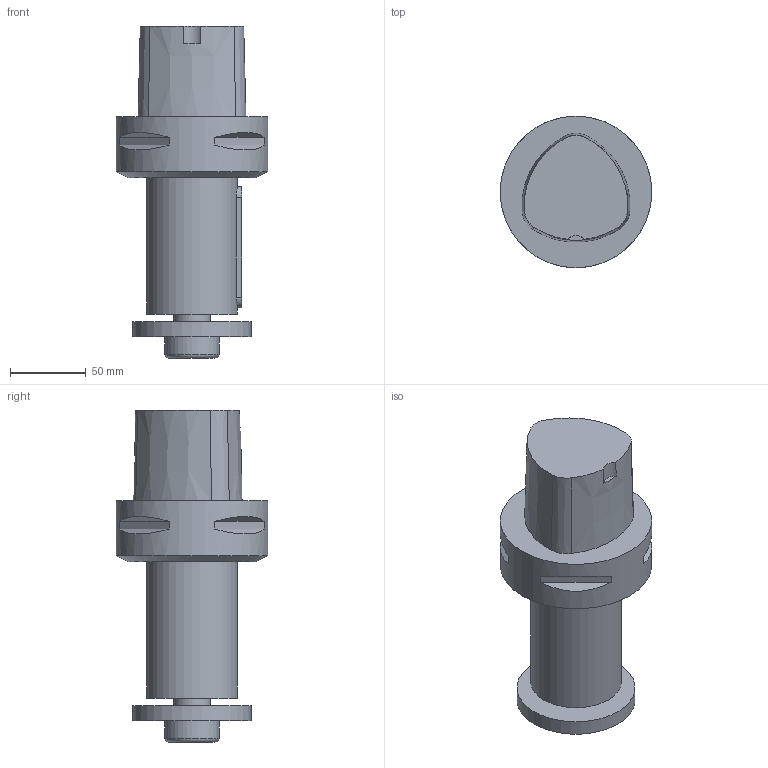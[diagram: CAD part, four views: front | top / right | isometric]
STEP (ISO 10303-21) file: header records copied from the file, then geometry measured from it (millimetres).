
FILE_DESCRIPTION(/* description */ ('3-D model version:1'),/* implementation_level */ '2;1');
FILE_NAME(/* name */ 'C10-391.10-60040',/* time_stamp */ '2016-12-02T13:58:24',/* author */ ('InteractiveCad'),/* organization */ ('AB Sandvik Coromant'),/* preprocessor_version */ 'ST-DEVELOPER v11',/* originating_system */ 'SIEMENS UGS NX 6.0',/* authorization */ '');
FILE_SCHEMA(('AUTOMOTIVE_DESIGN'));
Length unit declared in the file: millimetre
Products named in the file (1): C10_391.10_60040_634630763158425192_1_stp
Bounding box: 100 x 100 x 219 mm (x, y, z)
Volume: 849514 mm3; surface area: 72247.1 mm2
Topology: 1 solids, 1 shells, 50 faces, 113 edges, 75 vertices
Faces by surface type: plane 32, cylinder 9, cone 8, torus 1
Full cylindrical faces by diameter (mm): 24 x1, 35.8 x1, 60 x1, 78 x1, 100 x1
Entity records: 1460 total; most frequent: CARTESIAN_POINT 279, DIRECTION 238, ORIENTED_EDGE 200, EDGE_CURVE 100, AXIS2_PLACEMENT_3D 94, VERTEX_POINT 71, EDGE_LOOP 68, LINE 50
